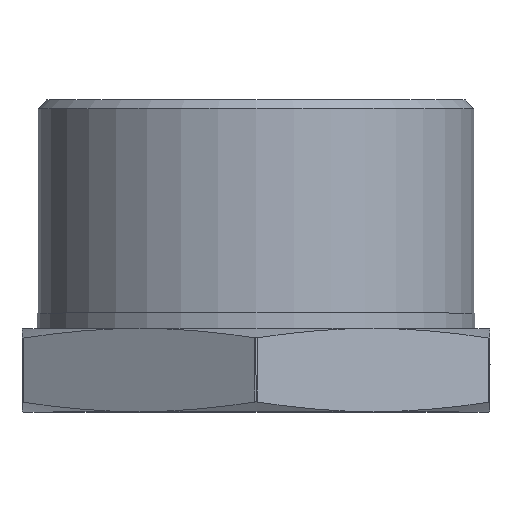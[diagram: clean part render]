
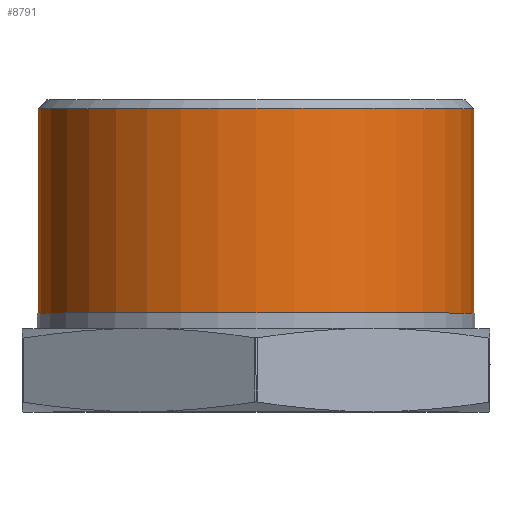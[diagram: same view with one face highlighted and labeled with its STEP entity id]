
A CAD part, top view. The second image highlights one B-rep face of the part: STEP entity #8791.
In plain terms, the highlighted cylindrical face has radius 20.955 mm (diameter 41.91 mm), a partial arc.
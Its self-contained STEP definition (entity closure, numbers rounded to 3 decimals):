
#412 = EDGE_LOOP ( 'NONE', ( #13057, #4446, #1189, #1991 ) ) ;
#655 = CARTESIAN_POINT ( 'NONE',  ( 20.955, 29.15, 0. ) ) ;
#674 = VERTEX_POINT ( 'NONE', #4646 ) ;
#1105 = DIRECTION ( 'NONE',  ( 1., 0., 0. ) ) ;
#1189 = ORIENTED_EDGE ( 'NONE', *, *, #10373, .T. ) ;
#1991 = ORIENTED_EDGE ( 'NONE', *, *, #4255, .F. ) ;
#2068 = CARTESIAN_POINT ( 'NONE',  ( 0., 8., 0. ) ) ;
#3563 = DIRECTION ( 'NONE',  ( 0., 1., 0. ) ) ;
#3868 = VERTEX_POINT ( 'NONE', #655 ) ;
#4098 = LINE ( 'NONE', #5593, #11404 ) ;
#4255 = EDGE_CURVE ( 'NONE', #674, #3868, #11410, .T. ) ;
#4361 = DIRECTION ( 'NONE',  ( 1., 0., 0. ) ) ;
#4446 = ORIENTED_EDGE ( 'NONE', *, *, #13405, .T. ) ;
#4451 = DIRECTION ( 'NONE',  ( 0., 1., 0. ) ) ;
#4612 = CARTESIAN_POINT ( 'NONE',  ( -20.955, 9.5, 0. ) ) ;
#4627 = DIRECTION ( 'NONE',  ( 1., 0., 0. ) ) ;
#4646 = CARTESIAN_POINT ( 'NONE',  ( -20.955, 29.15, 0. ) ) ;
#4772 = LINE ( 'NONE', #5739, #12916 ) ;
#5120 = CARTESIAN_POINT ( 'NONE',  ( 20.955, 9.5, 0. ) ) ;
#5593 = CARTESIAN_POINT ( 'NONE',  ( 20.955, 8., 0. ) ) ;
#5645 = CYLINDRICAL_SURFACE ( 'NONE', #11414, 20.955 ) ;
#5739 = CARTESIAN_POINT ( 'NONE',  ( -20.955, 8., 0. ) ) ;
#6725 = DIRECTION ( 'NONE',  ( 0., 1., 0. ) ) ;
#7273 = VERTEX_POINT ( 'NONE', #5120 ) ;
#7609 = AXIS2_PLACEMENT_3D ( 'NONE', #9956, #3563, #4627 ) ;
#8445 = DIRECTION ( 'NONE',  ( 0., 1., 0. ) ) ;
#8511 = CIRCLE ( 'NONE', #11052, 20.955 ) ;
#8554 = VERTEX_POINT ( 'NONE', #4612 ) ;
#8791 = ADVANCED_FACE ( 'NONE', ( #13311 ), #5645, .T. ) ;
#9956 = CARTESIAN_POINT ( 'NONE',  ( 0., 29.15, 0. ) ) ;
#10373 = EDGE_CURVE ( 'NONE', #7273, #3868, #4098, .T. ) ;
#11052 = AXIS2_PLACEMENT_3D ( 'NONE', #12858, #4451, #4361 ) ;
#11404 = VECTOR ( 'NONE', #6725, 1000. ) ;
#11410 = CIRCLE ( 'NONE', #7609, 20.955 ) ;
#11414 = AXIS2_PLACEMENT_3D ( 'NONE', #2068, #8445, #1105 ) ;
#11457 = EDGE_CURVE ( 'NONE', #8554, #674, #4772, .T. ) ;
#11931 = DIRECTION ( 'NONE',  ( 0., 1., 0. ) ) ;
#12858 = CARTESIAN_POINT ( 'NONE',  ( 0., 9.5, 0. ) ) ;
#12916 = VECTOR ( 'NONE', #11931, 1000. ) ;
#13057 = ORIENTED_EDGE ( 'NONE', *, *, #11457, .F. ) ;
#13311 = FACE_OUTER_BOUND ( 'NONE', #412, .T. ) ;
#13405 = EDGE_CURVE ( 'NONE', #8554, #7273, #8511, .T. ) ;
